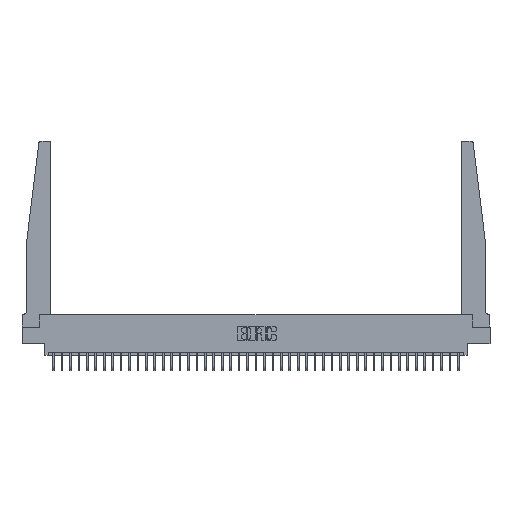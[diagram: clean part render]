
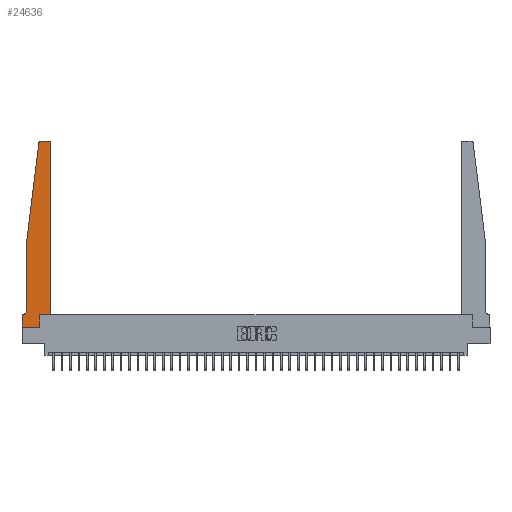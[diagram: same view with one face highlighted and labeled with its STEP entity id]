
A CAD part, top view. The second image highlights one B-rep face of the part: STEP entity #24636.
In plain terms, the highlighted planar face has unit normal (0, 0, 1).
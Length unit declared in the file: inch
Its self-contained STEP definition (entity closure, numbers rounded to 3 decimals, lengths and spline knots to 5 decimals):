
#539 = AXIS2_PLACEMENT_3D ( 'NONE', #6125, #12327, #6690 ) ;
#706 = VERTEX_POINT ( 'NONE', #13607 ) ;
#707 = LINE ( 'NONE', #30655, #24334 ) ;
#717 = CARTESIAN_POINT ( 'NONE',  ( 0.425, 0.18, 0.37 ) ) ;
#1748 = CARTESIAN_POINT ( 'NONE',  ( 0., 0., 0.37 ) ) ;
#1765 = CIRCLE ( 'NONE', #539, 0.05 ) ;
#1843 = CARTESIAN_POINT ( 'NONE',  ( 0., 0.1875, 0.37 ) ) ;
#2188 = VERTEX_POINT ( 'NONE', #4563 ) ;
#2470 = DIRECTION ( 'NONE',  ( -1., 0., 0. ) ) ;
#3374 = CARTESIAN_POINT ( 'NONE',  ( 0.065, 1.25, 0.37 ) ) ;
#3788 = ORIENTED_EDGE ( 'NONE', *, *, #3967, .T. ) ;
#3967 = EDGE_CURVE ( 'NONE', #23126, #18543, #36796, .T. ) ;
#4393 = VERTEX_POINT ( 'NONE', #30588 ) ;
#4483 = LINE ( 'NONE', #30591, #26223 ) ;
#4563 = CARTESIAN_POINT ( 'NONE',  ( 0.015, 0.1875, 0.37 ) ) ;
#5016 = CARTESIAN_POINT ( 'NONE',  ( 0.395, 2.75, 0.37 ) ) ;
#5839 = ORIENTED_EDGE ( 'NONE', *, *, #20235, .T. ) ;
#6012 = CIRCLE ( 'NONE', #27607, 0.03 ) ;
#6125 = CARTESIAN_POINT ( 'NONE',  ( 0.015, 0.2375, 0.37 ) ) ;
#6281 = DIRECTION ( 'NONE',  ( 1., 0., 0. ) ) ;
#6422 = CARTESIAN_POINT ( 'NONE',  ( 0.425, 0.18, 0.37 ) ) ;
#6690 = DIRECTION ( 'NONE',  ( -1., 0., 0. ) ) ;
#6894 = DIRECTION ( 'NONE',  ( 0., 1., 0. ) ) ;
#7642 = DIRECTION ( 'NONE',  ( 1., 0., 0. ) ) ;
#7886 = CARTESIAN_POINT ( 'NONE',  ( 0.065, 0.1875, 0.37 ) ) ;
#8131 = CARTESIAN_POINT ( 'NONE',  ( 0.065, 1.25, 0.37 ) ) ;
#8165 = CARTESIAN_POINT ( 'NONE',  ( 0.2605, 0.18, 0.37 ) ) ;
#8351 = DIRECTION ( 'NONE',  ( 0., 0., 1. ) ) ;
#8931 = LINE ( 'NONE', #17855, #26975 ) ;
#9009 = VERTEX_POINT ( 'NONE', #8165 ) ;
#9279 = ORIENTED_EDGE ( 'NONE', *, *, #15677, .T. ) ;
#9817 = AXIS2_PLACEMENT_3D ( 'NONE', #1843, #13484, #7642 ) ;
#10927 = VECTOR ( 'NONE', #34733, 39.37008 ) ;
#11140 = EDGE_CURVE ( 'NONE', #2188, #23126, #13705, .T. ) ;
#11192 = EDGE_CURVE ( 'NONE', #18570, #706, #13900, .T. ) ;
#11818 = EDGE_LOOP ( 'NONE', ( #30565, #17748, #20159, #14625, #9279, #28915, #3788, #33395, #18132, #24212, #5839, #17007 ) ) ;
#12100 = VERTEX_POINT ( 'NONE', #8131 ) ;
#12226 = CARTESIAN_POINT ( 'NONE',  ( 0.065, 0.2375, 0.37 ) ) ;
#12327 = DIRECTION ( 'NONE',  ( 0., 0., -1. ) ) ;
#12513 = DIRECTION ( 'NONE',  ( 0., -1., 0. ) ) ;
#12526 = VECTOR ( 'NONE', #12513, 39.37008 ) ;
#13423 = EDGE_CURVE ( 'NONE', #4393, #18570, #6012, .T. ) ;
#13484 = DIRECTION ( 'NONE',  ( 0., 0., 1. ) ) ;
#13607 = CARTESIAN_POINT ( 'NONE',  ( 0.27653, 2.75, 0.37 ) ) ;
#13705 = LINE ( 'NONE', #7886, #17110 ) ;
#13900 = LINE ( 'NONE', #28190, #10927 ) ;
#14407 = CIRCLE ( 'NONE', #20580, 0.03 ) ;
#14625 = ORIENTED_EDGE ( 'NONE', *, *, #17557, .T. ) ;
#15136 = DIRECTION ( 'NONE',  ( 0., 1., 0. ) ) ;
#15330 = LINE ( 'NONE', #6422, #15843 ) ;
#15407 = CARTESIAN_POINT ( 'NONE',  ( 0., 0., 0.37 ) ) ;
#15677 = EDGE_CURVE ( 'NONE', #16580, #2188, #1765, .T. ) ;
#15843 = VECTOR ( 'NONE', #18235, 39.37008 ) ;
#16580 = VERTEX_POINT ( 'NONE', #12226 ) ;
#17007 = ORIENTED_EDGE ( 'NONE', *, *, #13423, .T. ) ;
#17110 = VECTOR ( 'NONE', #2470, 39.37008 ) ;
#17557 = EDGE_CURVE ( 'NONE', #12100, #16580, #4483, .T. ) ;
#17748 = ORIENTED_EDGE ( 'NONE', *, *, #31320, .T. ) ;
#17855 = CARTESIAN_POINT ( 'NONE',  ( 0.425, 0.18, 0.37 ) ) ;
#17985 = VERTEX_POINT ( 'NONE', #30926 ) ;
#18132 = ORIENTED_EDGE ( 'NONE', *, *, #33898, .T. ) ;
#18235 = DIRECTION ( 'NONE',  ( 1., 0., 0. ) ) ;
#18543 = VERTEX_POINT ( 'NONE', #30227 ) ;
#18570 = VERTEX_POINT ( 'NONE', #5016 ) ;
#20159 = ORIENTED_EDGE ( 'NONE', *, *, #20526, .T. ) ;
#20235 = EDGE_CURVE ( 'NONE', #26183, #4393, #8931, .T. ) ;
#20265 = EDGE_CURVE ( 'NONE', #9009, #26183, #15330, .T. ) ;
#20526 = EDGE_CURVE ( 'NONE', #17985, #12100, #34975, .T. ) ;
#20580 = AXIS2_PLACEMENT_3D ( 'NONE', #29033, #8351, #34622 ) ;
#22327 = DIRECTION ( 'NONE',  ( 0., 0., 1. ) ) ;
#23126 = VERTEX_POINT ( 'NONE', #23734 ) ;
#23734 = CARTESIAN_POINT ( 'NONE',  ( 0., 0.1875, 0.37 ) ) ;
#24163 = VERTEX_POINT ( 'NONE', #36914 ) ;
#24212 = ORIENTED_EDGE ( 'NONE', *, *, #20265, .T. ) ;
#24334 = VECTOR ( 'NONE', #6894, 39.37008 ) ;
#24636 = ADVANCED_FACE ( 'NONE', ( #37594 ), #29094, .T. ) ;
#25141 = VECTOR ( 'NONE', #35169, 39.37008 ) ;
#26183 = VERTEX_POINT ( 'NONE', #717 ) ;
#26223 = VECTOR ( 'NONE', #30783, 39.37008 ) ;
#26975 = VECTOR ( 'NONE', #15136, 39.37008 ) ;
#27607 = AXIS2_PLACEMENT_3D ( 'NONE', #36789, #22327, #33903 ) ;
#28190 = CARTESIAN_POINT ( 'NONE',  ( 0.25, 2.75, 0.37 ) ) ;
#28234 = LINE ( 'NONE', #1748, #31726 ) ;
#28915 = ORIENTED_EDGE ( 'NONE', *, *, #11140, .T. ) ;
#29033 = CARTESIAN_POINT ( 'NONE',  ( 0.27653, 2.72, 0.37 ) ) ;
#29094 = PLANE ( 'NONE',  #9817 ) ;
#30227 = CARTESIAN_POINT ( 'NONE',  ( 0., 0., 0.37 ) ) ;
#30565 = ORIENTED_EDGE ( 'NONE', *, *, #11192, .T. ) ;
#30588 = CARTESIAN_POINT ( 'NONE',  ( 0.425, 2.72, 0.37 ) ) ;
#30591 = CARTESIAN_POINT ( 'NONE',  ( 0.065, 1.25, 0.37 ) ) ;
#30655 = CARTESIAN_POINT ( 'NONE',  ( 0.2605, 0.18, 0.37 ) ) ;
#30783 = DIRECTION ( 'NONE',  ( 0., -1., 0. ) ) ;
#30926 = CARTESIAN_POINT ( 'NONE',  ( 0.24675, 2.72367, 0.37 ) ) ;
#31320 = EDGE_CURVE ( 'NONE', #706, #17985, #14407, .T. ) ;
#31726 = VECTOR ( 'NONE', #6281, 39.37008 ) ;
#33395 = ORIENTED_EDGE ( 'NONE', *, *, #34423, .T. ) ;
#33898 = EDGE_CURVE ( 'NONE', #24163, #9009, #707, .T. ) ;
#33903 = DIRECTION ( 'NONE',  ( 1., 0., 0. ) ) ;
#34423 = EDGE_CURVE ( 'NONE', #18543, #24163, #28234, .T. ) ;
#34622 = DIRECTION ( 'NONE',  ( 1., 0., 0. ) ) ;
#34733 = DIRECTION ( 'NONE',  ( -1., 0., 0. ) ) ;
#34975 = LINE ( 'NONE', #3374, #25141 ) ;
#35169 = DIRECTION ( 'NONE',  ( -0.122, -0.992, 0. ) ) ;
#36789 = CARTESIAN_POINT ( 'NONE',  ( 0.395, 2.72, 0.37 ) ) ;
#36796 = LINE ( 'NONE', #15407, #12526 ) ;
#36914 = CARTESIAN_POINT ( 'NONE',  ( 0.2605, 0., 0.37 ) ) ;
#37594 = FACE_OUTER_BOUND ( 'NONE', #11818, .T. ) ;
